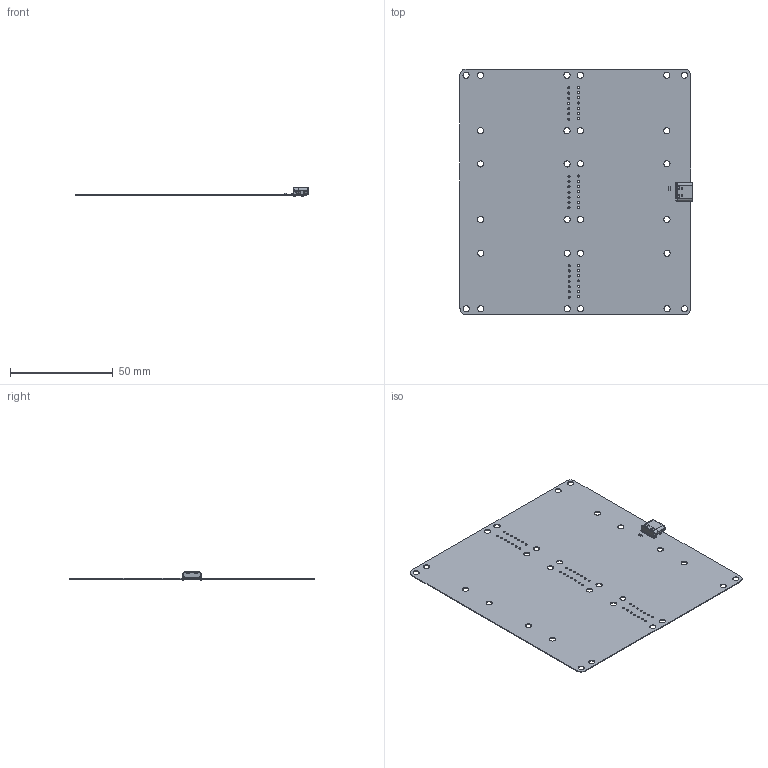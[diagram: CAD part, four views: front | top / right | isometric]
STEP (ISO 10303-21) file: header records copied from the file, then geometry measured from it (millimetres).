
FILE_DESCRIPTION(('Open CASCADE Model'),'2;1');
FILE_NAME('Open CASCADE Shape Model','2022-10-19T10:29:59',('Author'),( 'Open CASCADE'),'Open CASCADE STEP processor 6.8','Open CASCADE 6.8' ,'Unknown');
FILE_SCHEMA(('AUTOMOTIVE_DESIGN { 1 0 10303 214 1 1 1 1 }'));
Length unit declared in the file: millimetre
Products named in the file (8): PCB; Board; Open CASCADE STEP translator 6.8 1.1.1; C1; SW3DPS-RESISTOR_0603-DEFAULT; USB1; TYPE-C-31-M-12--3DModel-STEP-56544; TYPE-C-31-M-12
Assembly tree (7 placements, depth 4):
  PCB
    Board
      Open CASCADE STEP translator 6.8 1.1.1
    C1
      SW3DPS-RESISTOR_0603-DEFAULT
    USB1
      TYPE-C-31-M-12--3DModel-STEP-56544
        TYPE-C-31-M-12
Bounding box: 112.76 x 119.4 x 4.3 mm (x, y, z)
Volume: 5518.7 mm3; surface area: 27149.6 mm2
Topology: 44 solids, 44 shells, 809 faces, 2013 edges, 1302 vertices
Faces by surface type: plane 585, cylinder 204, cone 20
Full cylindrical faces by diameter (mm): 0.7 x2, 1 x42, 3 x28
Entity records: 24589 total; most frequent: CARTESIAN_POINT 4412, ORIENTED_EDGE 4026, DIRECTION 3959, EDGE_CURVE 2013, LINE 1549, VECTOR 1549, VERTEX_POINT 1302, AXIS2_PLACEMENT_3D 1205
